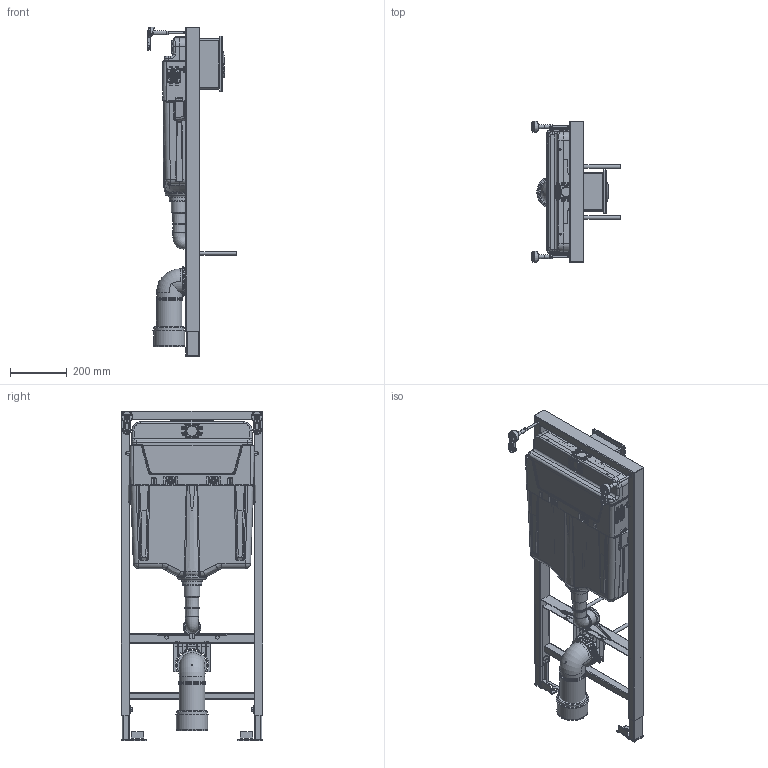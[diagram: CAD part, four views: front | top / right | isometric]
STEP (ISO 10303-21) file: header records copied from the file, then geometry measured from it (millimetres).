
FILE_DESCRIPTION(/* description */ ('Unknown'),/* implementation_level */ '2;1');
FILE_NAME(/* name */ '38721001',/* time_stamp */ '2022-09-07T07:38:35+02:00',/* author */ ('Unknown'),/* organization */ ('GROHE AG'),/* preprocessor_version */ 'ST-DEVELOPER v16.7',/* originating_system */ 'DEX',/* authorisation */ $);
FILE_SCHEMA (('AUTOMOTIVE_DESIGN {1 0 10303 214 3 1 1}'));
Products named in the file (3): 38721001; id47
Assembly tree (2 placements, depth 2):
  38721001
    38721001
    id47
Bounding box: 315.2 x 500 x 1166.2 mm (x, y, z)
Volume: 699330.4 mm3; surface area: 2194109.4 mm2
Topology: 3 solids, 209 shells, 2068 faces, 10403 edges, 8267 vertices
Faces by surface type: plane 886, cylinder 549, bspline 331, cone 181, torus 110, sphere 11
Full cylindrical faces by diameter (mm): 8 x4, 12 x2, 16 x3, 20 x1, 30 x2, 50.8 x2, 55.428 x1, 56 x1, 58 x1, 63 x1, 89.4 x4, 90 x1, 93 x3, 95.978 x1, 96 x7, 99 x6, 100 x1, 100.5 x1, 105 x1, 105.023 x1, 107.2 x1, 107.6 x2, 110 x1, 116 x1
Entity records: 120777 total; most frequent: CARTESIAN_POINT 44732, DIRECTION 14312, ORIENTED_EDGE 13307, EDGE_CURVE 10133, VERTEX_POINT 8199, AXIS2_PLACEMENT_3D 5131, LINE 4050, VECTOR 4050
